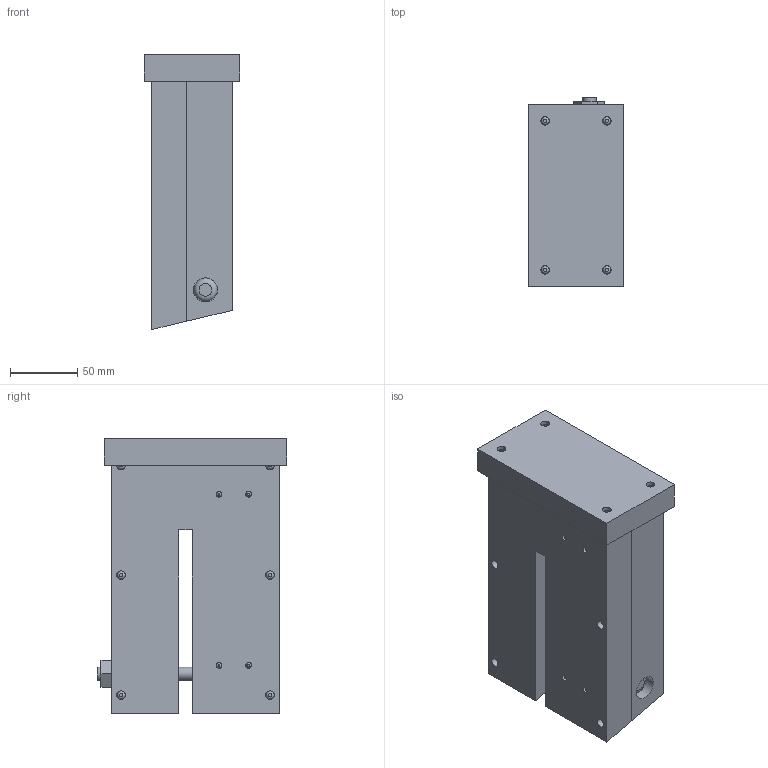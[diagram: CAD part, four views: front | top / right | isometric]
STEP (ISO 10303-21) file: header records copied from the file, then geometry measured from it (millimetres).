
FILE_DESCRIPTION(/* description */ ('STEP AP242','CAx-IF Rec.Pracs.---Representation and Presentation of Product Manufacturing Information (PMI)---4.0---2014-10-13','CAx-IF Rec.Pracs.---3D Tessellated Geometry---0.4---2014-09-14','2;1'),/* implementation_level */ '2;1');
FILE_NAME(/* name */ '64a10a2123bcfe16218cce4c',/* time_stamp */ '2023-07-02T05:24:50Z',/* author */ (''),/* organization */ (''),/* preprocessor_version */ 'ST-DEVELOPER v19.4',/* originating_system */ ' ',/* authorisation */ ' ');
FILE_SCHEMA (('AP242_MANAGED_MODEL_BASED_3D_ENGINEERING_MIM_LF { 1 0 10303 442 1 1 4 }'));
Length unit declared in the file: metre
Products named in the file (17): Enclosure Assembly; 94459A130_Heat-Set Inserts for Plastic; Button M3-12; M2-15; ADXL; MKRWAN 1300; Nut M2; Button M3-20; M10-15; Back Plate; Antenna; Lid; Battery; PCB; Part 1; Front Plate
Assembly tree (42 placements, depth 2):
  Enclosure Assembly
    94459A130_Heat-Set Inserts for Plastic  x10
    Button M3-12  x4
    M2-15  x4
    ADXL
    MKRWAN 1300
    Nut M2  x4
    Button M3-20  x6
    M10-15
    Back Plate
    Antenna
    Lid
    Battery
    PCB
    Part 1  x4
    Front Plate
    Nut M2
Bounding box: 71 x 141.3 x 205 mm (x, y, z)
Volume: 1115223 mm3; surface area: 237395.5 mm2
Topology: 42 solids, 42 shells, 2554 faces, 7552 edges, 5135 vertices
Faces by surface type: bspline 1320, plane 613, cylinder 472, cone 94, torus 55
Full cylindrical faces by diameter (mm): 1 x28, 1.2 x42, 1.3 x2, 1.623 x4, 1.933 x4, 2 x8, 2.2 x8, 2.927 x10, 3 x4, 3.2 x10, 3.4 x4, 3.705 x20, 3.9 x10, 4 x10, 4.4 x4, 6.5 x10, 8.115 x1, 9.85 x1, 10.5 x4, 17.5 x1, 18 x1
Entity records: 28909 total; most frequent: CARTESIAN_POINT 9200, ORIENTED_EDGE 4090, DIRECTION 3429, EDGE_CURVE 2045, VERTEX_POINT 1480, LINE 1263, VECTOR 1263, FACE_BOUND 1189
